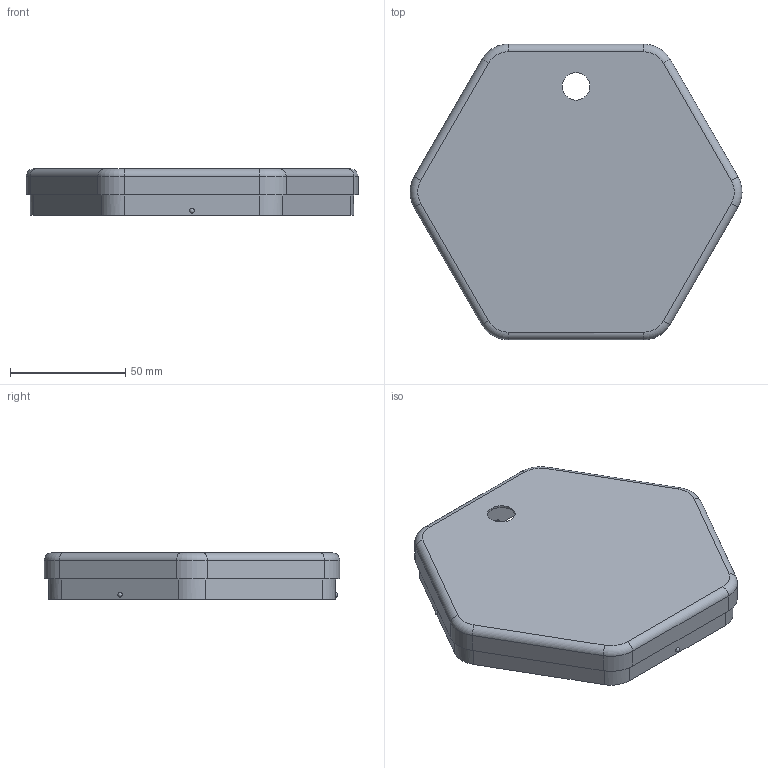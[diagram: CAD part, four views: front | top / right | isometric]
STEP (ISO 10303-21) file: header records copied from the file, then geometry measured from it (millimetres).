
FILE_DESCRIPTION(/* description */ (''),/* implementation_level */ '2;1');
FILE_NAME(/* name */ '5f964dbca3d5ff162c137762',/* time_stamp */ '2020-10-26T04:17:02+00:00',/* author */ (''),/* organization */ (''),/* preprocessor_version */ 'ST-DEVELOPER v16.7',/* originating_system */ $,/* authorisation */ $);
FILE_SCHEMA (('AUTOMOTIVE_DESIGN {1 0 10303 214 3 1 1}'));
Length unit declared in the file: metre
Products named in the file (1): Part 1
Bounding box: 144.22 x 128.48 x 20.01 mm (x, y, z)
Surface area: 44059 mm2 (no closed solid volume)
Topology: 0 solids, 1 shells, 75 faces, 214 edges, 138 vertices
Faces by surface type: plane 36, cylinder 21, torus 6, sphere 6, bspline 6
Full cylindrical faces by diameter (mm): 12 x1
Entity records: 2396 total; most frequent: CARTESIAN_POINT 707, ORIENTED_EDGE 372, DIRECTION 300, EDGE_CURVE 186, VERTEX_POINT 121, AXIS2_PLACEMENT_3D 112, EDGE_LOOP 79, FACE_BOUND 79
